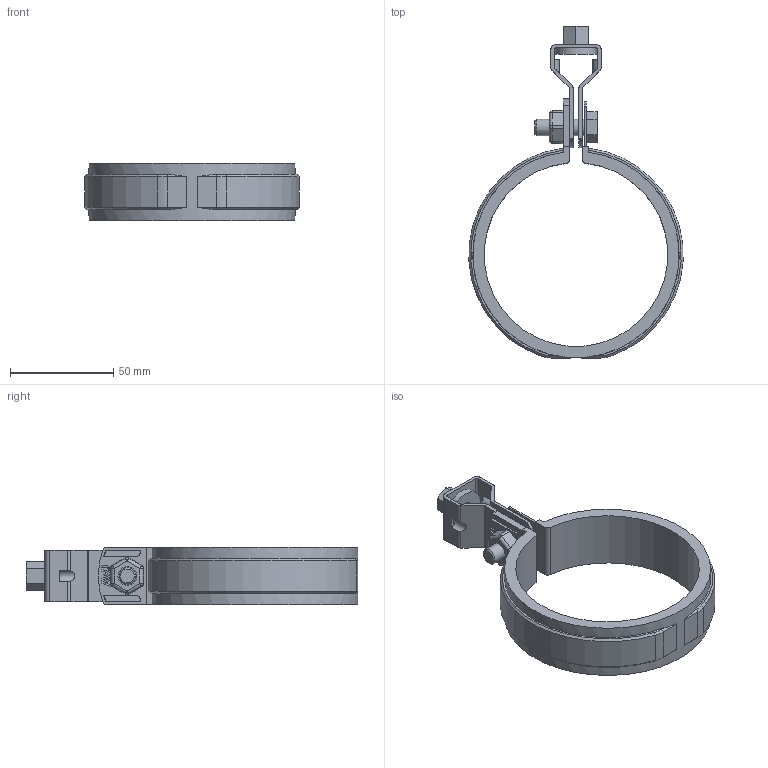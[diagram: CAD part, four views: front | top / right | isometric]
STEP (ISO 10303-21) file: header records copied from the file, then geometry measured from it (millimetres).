
FILE_DESCRIPTION( ( 'STEP AP203' ), '1' );
FILE_NAME( 'PE75.step', '2022-07-07T06:15:15', ( ' ' ), ( ' ' ), 'XStep 1.0', ' ', ' ' );
FILE_SCHEMA( ( 'CONFIG_CONTROL_DESIGN' ) );
Length unit declared in the file: millimetre
Products named in the file (9): 1; 2; 3; 4; 5; 6; 7; 8; 9
Bounding box: 103.79 x 160.85 x 28 mm (x, y, z)
Volume: 63728.9 mm3; surface area: 69678.1 mm2
Topology: 9 solids, 9 shells, 360 faces, 1022 edges, 679 vertices
Faces by surface type: plane 185, cylinder 102, cone 23, extrusion 22, bspline 18, offset 10
Full cylindrical faces by diameter (mm): 6.647 x1, 8 x1, 8.5 x1, 9 x3, 10.5 x2, 15 x1, 20 x1
Entity records: 15630 total; most frequent: CARTESIAN_POINT 6136, ORIENTED_EDGE 2000, DIRECTION 1702, EDGE_CURVE 1000, VERTEX_POINT 670, VECTOR 610, LINE 588, AXIS2_PLACEMENT_3D 546
